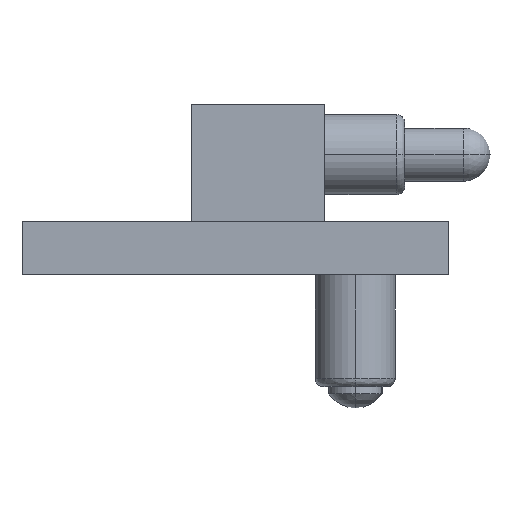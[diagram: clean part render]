
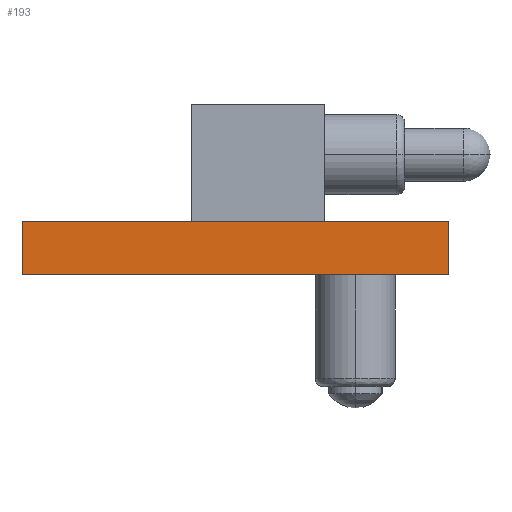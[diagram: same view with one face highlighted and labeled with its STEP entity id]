
A CAD part, left-side view. The second image highlights one B-rep face of the part: STEP entity #193.
In plain terms, the highlighted planar face has unit normal (-1, 0, 0).
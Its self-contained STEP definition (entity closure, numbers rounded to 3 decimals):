
#137 = VERTEX_POINT('',#138);
#138 = CARTESIAN_POINT('',(-45.,0.,0.5));
#144 = EDGE_CURVE('',#145,#137,#147,.T.);
#145 = VERTEX_POINT('',#146);
#146 = CARTESIAN_POINT('',(-45.,0.,-0.5));
#147 = LINE('',#148,#149);
#148 = CARTESIAN_POINT('',(-45.,0.,-0.5));
#149 = VECTOR('',#150,1.);
#150 = DIRECTION('',(0.,0.,1.));
#193 = ADVANCED_FACE('',(#194),#219,.F.);
#194 = FACE_BOUND('',#195,.F.);
#195 = EDGE_LOOP('',(#196,#197,#205,#213));
#196 = ORIENTED_EDGE('',*,*,#144,.T.);
#197 = ORIENTED_EDGE('',*,*,#198,.T.);
#198 = EDGE_CURVE('',#137,#199,#201,.T.);
#199 = VERTEX_POINT('',#200);
#200 = CARTESIAN_POINT('',(-45.,-8.,0.5));
#201 = LINE('',#202,#203);
#202 = CARTESIAN_POINT('',(-45.,0.,0.5));
#203 = VECTOR('',#204,1.);
#204 = DIRECTION('',(0.,-1.,0.));
#205 = ORIENTED_EDGE('',*,*,#206,.F.);
#206 = EDGE_CURVE('',#207,#199,#209,.T.);
#207 = VERTEX_POINT('',#208);
#208 = CARTESIAN_POINT('',(-45.,-8.,-0.5));
#209 = LINE('',#210,#211);
#210 = CARTESIAN_POINT('',(-45.,-8.,-0.5));
#211 = VECTOR('',#212,1.);
#212 = DIRECTION('',(0.,0.,1.));
#213 = ORIENTED_EDGE('',*,*,#214,.F.);
#214 = EDGE_CURVE('',#145,#207,#215,.T.);
#215 = LINE('',#216,#217);
#216 = CARTESIAN_POINT('',(-45.,0.,-0.5));
#217 = VECTOR('',#218,1.);
#218 = DIRECTION('',(0.,-1.,0.));
#219 = PLANE('',#220);
#220 = AXIS2_PLACEMENT_3D('',#221,#222,#223);
#221 = CARTESIAN_POINT('',(-45.,0.,-0.5));
#222 = DIRECTION('',(1.,0.,0.));
#223 = DIRECTION('',(0.,-1.,0.));
